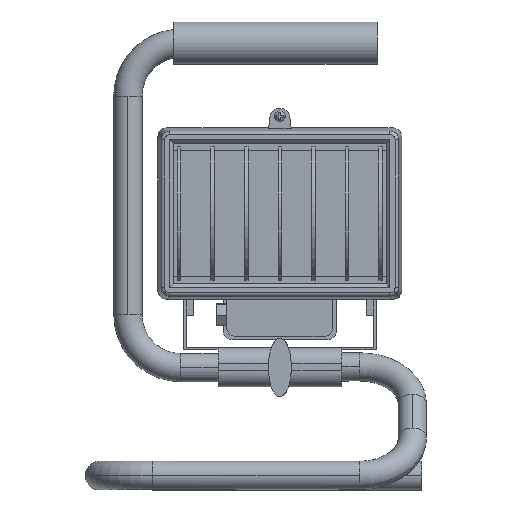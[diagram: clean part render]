
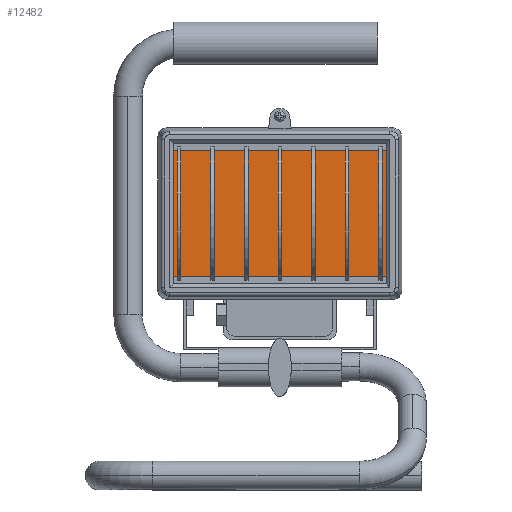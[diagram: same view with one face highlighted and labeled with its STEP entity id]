
A CAD part, top view. The second image highlights one B-rep face of the part: STEP entity #12482.
In plain terms, the highlighted planar face has unit normal (0, 0, 1).
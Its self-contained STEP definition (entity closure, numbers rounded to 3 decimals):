
#354 = VERTEX_POINT ( 'NONE', #8757 ) ;
#639 = ORIENTED_EDGE ( 'NONE', *, *, #9213, .T. ) ;
#831 = EDGE_CURVE ( 'NONE', #6248, #354, #13174, .T. ) ;
#900 = DIRECTION ( 'NONE',  ( -1., 0., 0. ) ) ;
#1019 = DIRECTION ( 'NONE',  ( 0., -1., 0. ) ) ;
#1117 = EDGE_CURVE ( 'NONE', #1221, #10340, #2664, .T. ) ;
#1152 = ORIENTED_EDGE ( 'NONE', *, *, #1117, .T. ) ;
#1221 = VERTEX_POINT ( 'NONE', #1547 ) ;
#1547 = CARTESIAN_POINT ( 'NONE',  ( -64.365, 43.865, 11. ) ) ;
#1929 = VECTOR ( 'NONE', #3096, 1000. ) ;
#2543 = DIRECTION ( 'NONE',  ( 0., 0., -1. ) ) ;
#2664 = LINE ( 'NONE', #5293, #2831 ) ;
#2831 = VECTOR ( 'NONE', #1019, 1000. ) ;
#3013 = CARTESIAN_POINT ( 'NONE',  ( -64.365, -43.865, 11. ) ) ;
#3096 = DIRECTION ( 'NONE',  ( 1., 0., 0. ) ) ;
#3381 = CARTESIAN_POINT ( 'NONE',  ( -64.365, -43.865, 11. ) ) ;
#3553 = EDGE_CURVE ( 'NONE', #10340, #6248, #4792, .T. ) ;
#3920 = LINE ( 'NONE', #11050, #11740 ) ;
#4532 = ORIENTED_EDGE ( 'NONE', *, *, #3553, .T. ) ;
#4792 = LINE ( 'NONE', #3013, #1929 ) ;
#5293 = CARTESIAN_POINT ( 'NONE',  ( -64.365, -43.865, 11. ) ) ;
#6248 = VERTEX_POINT ( 'NONE', #6662 ) ;
#6662 = CARTESIAN_POINT ( 'NONE',  ( 64.365, -43.865, 11. ) ) ;
#7113 = DIRECTION ( 'NONE',  ( 0., 1., 0. ) ) ;
#7116 = VECTOR ( 'NONE', #7113, 1000. ) ;
#7892 = EDGE_LOOP ( 'NONE', ( #10342, #639, #1152, #4532 ) ) ;
#8144 = FACE_OUTER_BOUND ( 'NONE', #7892, .T. ) ;
#8757 = CARTESIAN_POINT ( 'NONE',  ( 64.365, 43.865, 11. ) ) ;
#8768 = PLANE ( 'NONE',  #12303 ) ;
#9213 = EDGE_CURVE ( 'NONE', #354, #1221, #3920, .T. ) ;
#9276 = CARTESIAN_POINT ( 'NONE',  ( 64.365, -43.865, 11. ) ) ;
#10340 = VERTEX_POINT ( 'NONE', #3381 ) ;
#10342 = ORIENTED_EDGE ( 'NONE', *, *, #831, .T. ) ;
#10739 = DIRECTION ( 'NONE',  ( -1., 0., 0. ) ) ;
#11050 = CARTESIAN_POINT ( 'NONE',  ( -64.365, 43.865, 11. ) ) ;
#11740 = VECTOR ( 'NONE', #900, 1000. ) ;
#12303 = AXIS2_PLACEMENT_3D ( 'NONE', #12803, #2543, #10739 ) ;
#12482 = ADVANCED_FACE ( 'NONE', ( #8144 ), #8768, .F. ) ;
#12803 = CARTESIAN_POINT ( 'NONE',  ( 0., 0., 11. ) ) ;
#13174 = LINE ( 'NONE', #9276, #7116 ) ;
